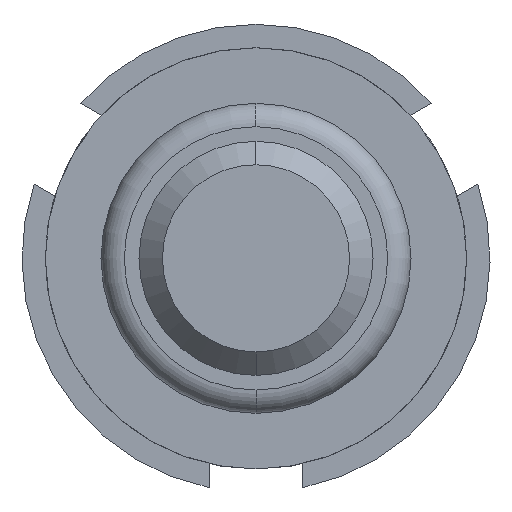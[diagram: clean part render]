
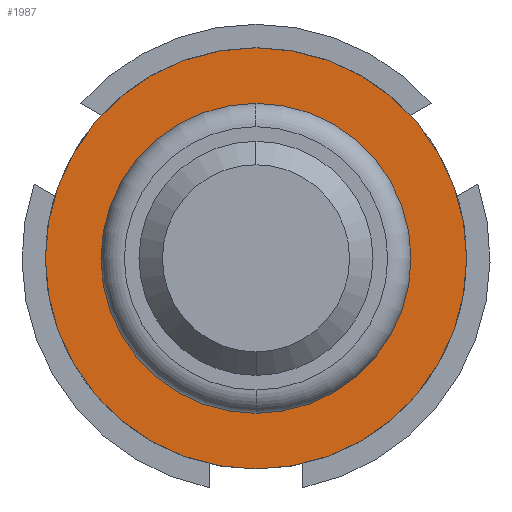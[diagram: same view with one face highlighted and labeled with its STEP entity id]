
A CAD part, front view. The second image highlights one B-rep face of the part: STEP entity #1987.
In plain terms, the highlighted planar face has unit normal (0, -1, 0).
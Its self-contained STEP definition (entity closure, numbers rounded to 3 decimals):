
#61 = DIRECTION ( 'NONE',  ( 0., 1., 0. ) ) ;
#341 = DIRECTION ( 'NONE',  ( 0., 1., 0. ) ) ;
#406 = EDGE_LOOP ( 'NONE', ( #2642, #4065 ) ) ;
#531 = AXIS2_PLACEMENT_3D ( 'NONE', #2324, #1920, #1899 ) ;
#635 = DIRECTION ( 'NONE',  ( 0., 1., 0. ) ) ;
#798 = DIRECTION ( 'NONE',  ( 0., 0., 1. ) ) ;
#808 = DIRECTION ( 'NONE',  ( 0., 0., 1. ) ) ;
#856 = CARTESIAN_POINT ( 'NONE',  ( 1.8, -1.8, 0. ) ) ;
#943 = CARTESIAN_POINT ( 'NONE',  ( 0., -1.8, 0. ) ) ;
#992 = DIRECTION ( 'NONE',  ( 0., 0., 1. ) ) ;
#1038 = CARTESIAN_POINT ( 'NONE',  ( 0., -1.8, 0. ) ) ;
#1062 = CIRCLE ( 'NONE', #1276, 1.8 ) ;
#1138 = CARTESIAN_POINT ( 'NONE',  ( 0., -1.8, -1.325 ) ) ;
#1276 = AXIS2_PLACEMENT_3D ( 'NONE', #1038, #341, #3831 ) ;
#1402 = CIRCLE ( 'NONE', #2008, 1.8 ) ;
#1490 = CIRCLE ( 'NONE', #531, 1.325 ) ;
#1516 = CARTESIAN_POINT ( 'NONE',  ( 0., -1.8, 1.325 ) ) ;
#1783 = CARTESIAN_POINT ( 'NONE',  ( 0., -1.8, -1.8 ) ) ;
#1896 = EDGE_CURVE ( 'Defeature ausgef�hrt3_12+Defeature ausgef�hrt3_13+Defeature ausgef�hrt3_13+Defeature ausgef�hrt3_13', #3393, #4145, #1402, .T. ) ;
#1899 = DIRECTION ( 'NONE',  ( 0., 0., 1. ) ) ;
#1920 = DIRECTION ( 'NONE',  ( 0., 1., 0. ) ) ;
#1987 = ADVANCED_FACE ( 'Defeature ausgef�hrt3_13', ( #3627, #2932 ), #4383, .F. ) ;
#2008 = AXIS2_PLACEMENT_3D ( 'NONE', #943, #635, #992 ) ;
#2155 = DIRECTION ( 'NONE',  ( 0., 1., 0. ) ) ;
#2171 = AXIS2_PLACEMENT_3D ( 'NONE', #3992, #2155, #798 ) ;
#2324 = CARTESIAN_POINT ( 'NONE',  ( 0., -1.8, 0. ) ) ;
#2581 = CARTESIAN_POINT ( 'NONE',  ( 0., -1.8, 1.8 ) ) ;
#2628 = VERTEX_POINT ( 'NONE', #1138 ) ;
#2642 = ORIENTED_EDGE ( 'NONE', *, *, #3965, .T. ) ;
#2751 = EDGE_LOOP ( 'NONE', ( #4485, #2922 ) ) ;
#2922 = ORIENTED_EDGE ( 'NONE', *, *, #4418, .F. ) ;
#2932 = FACE_BOUND ( 'NONE', #406, .T. ) ;
#2987 = CIRCLE ( 'NONE', #2171, 1.325 ) ;
#3393 = VERTEX_POINT ( 'NONE', #2581 ) ;
#3572 = AXIS2_PLACEMENT_3D ( 'NONE', #856, #61, #808 ) ;
#3627 = FACE_OUTER_BOUND ( 'NONE', #2751, .T. ) ;
#3831 = DIRECTION ( 'NONE',  ( 0., 0., 1. ) ) ;
#3965 = EDGE_CURVE ( 'Defeature ausgef�hrt3_13+Defeature ausgef�hrt3_14+Defeature ausgef�hrt3_14+Defeature ausgef�hrt3_14', #4133, #2628, #1490, .T. ) ;
#3992 = CARTESIAN_POINT ( 'NONE',  ( 0., -1.8, 0. ) ) ;
#4065 = ORIENTED_EDGE ( 'NONE', *, *, #4224, .T. ) ;
#4133 = VERTEX_POINT ( 'NONE', #1516 ) ;
#4145 = VERTEX_POINT ( 'NONE', #1783 ) ;
#4224 = EDGE_CURVE ( 'Defeature ausgef�hrt3_13+Defeature ausgef�hrt3_14+Defeature ausgef�hrt3_14+Defeature ausgef�hrt3_14', #2628, #4133, #2987, .T. ) ;
#4383 = PLANE ( 'NONE',  #3572 ) ;
#4418 = EDGE_CURVE ( 'Defeature ausgef�hrt3_12+Defeature ausgef�hrt3_13+Defeature ausgef�hrt3_13+Defeature ausgef�hrt3_13', #4145, #3393, #1062, .T. ) ;
#4485 = ORIENTED_EDGE ( 'NONE', *, *, #1896, .F. ) ;
